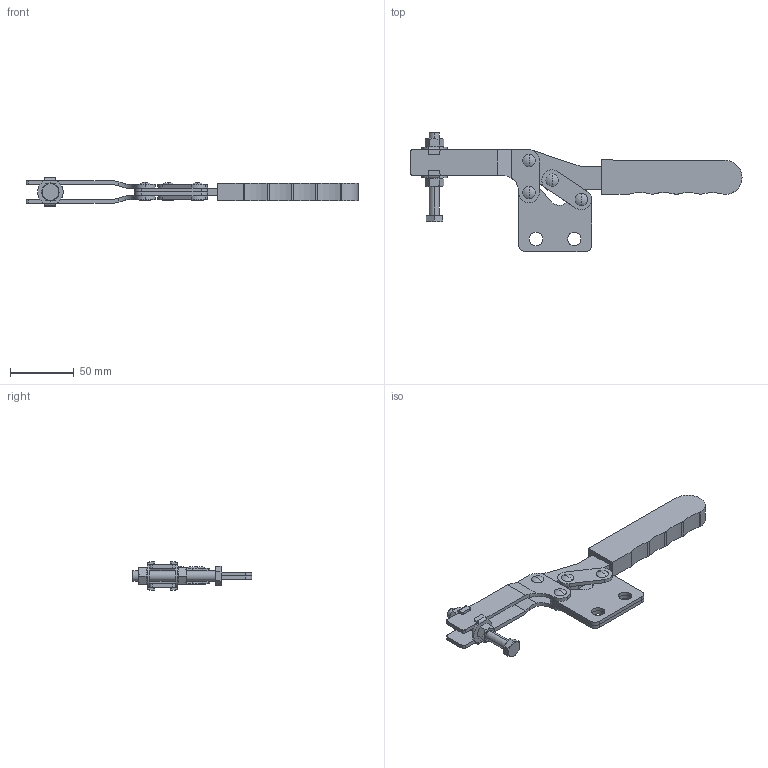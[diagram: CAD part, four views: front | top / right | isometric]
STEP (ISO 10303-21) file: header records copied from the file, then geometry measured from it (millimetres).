
FILE_DESCRIPTION (( 'STEP AP214' ), '1' );
FILE_NAME ('GH-26382(Â²¤Æ)-1.STEP', '2020-07-15T08:10:36', ( 'LinWei' ), ( '' ), 'SwSTEP 2.0', 'SolidWorks 2016', '' );
FILE_SCHEMA (( 'AUTOMOTIVE_DESIGN' ));
Length unit declared in the file: millimetre
Products named in the file (6): Group1^GH-26382(簡化)-1; Group4^GH-26382(簡化); GH-26382(簡化)-1; Group2^GH-26382(簡化)-1; Group5^GH-26382(簡化)-1; Group3^GH-26382(簡化)-1
Assembly tree (5 placements, depth 2):
  GH-26382(簡化)-1
    Group1^GH-26382(簡化)-1
    Group2^GH-26382(簡化)-1
    Group3^GH-26382(簡化)-1
    Group5^GH-26382(簡化)-1
    Group4^GH-26382(簡化)
Bounding box: 260.26 x 93.8 x 22 mm (x, y, z)
Volume: 87238.6 mm3; surface area: 38496.8 mm2
Topology: 5 solids, 6 shells, 234 faces, 567 edges, 366 vertices
Faces by surface type: cylinder 107, plane 105, cone 12, sphere 8, torus 2
Entity records: 8353 total; most frequent: CARTESIAN_POINT 1601, DIRECTION 1226, ORIENTED_EDGE 1134, EDGE_CURVE 567, AXIS2_PLACEMENT_3D 467, VERTEX_POINT 366, LINE 292, VECTOR 292
